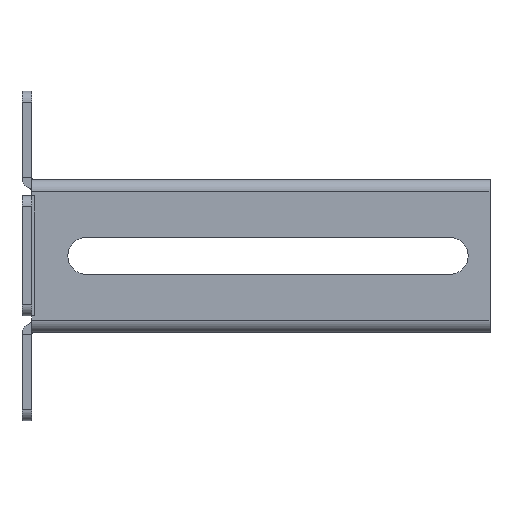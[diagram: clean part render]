
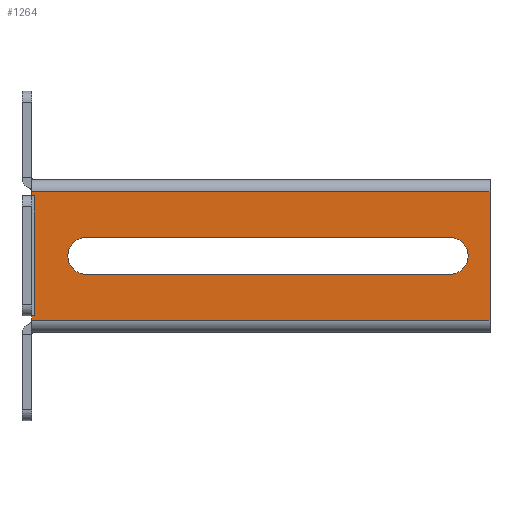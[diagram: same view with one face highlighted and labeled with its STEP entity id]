
A CAD part, top view. The second image highlights one B-rep face of the part: STEP entity #1264.
In plain terms, the highlighted planar face has unit normal (0, 0, 1).
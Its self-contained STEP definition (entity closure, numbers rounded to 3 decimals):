
#1264=ADVANCED_FACE('',(#2722,#2724),#2726,.T.);
#2722=FACE_BOUND('',#2723,.T.);
#2723=EDGE_LOOP('',(#3879,#3880,#3881,#3882,#3883,#3884,#3885,#3886));
#2724=FACE_BOUND('',#2725,.T.);
#2725=EDGE_LOOP('',(#3887,#3888,#3889,#3890));
#2726=PLANE('',#2727);
#2727=AXIS2_PLACEMENT_3D('',#2728,#2729,#2730);
#2728=CARTESIAN_POINT('',(0.,0.,4.5));
#2729=DIRECTION('',(0.,0.,1.));
#2730=DIRECTION('',(1.,0.,0.));
#3879=ORIENTED_EDGE('',*,*,#4515,.T.);
#3880=ORIENTED_EDGE('',*,*,#4516,.T.);
#3881=ORIENTED_EDGE('',*,*,#4517,.T.);
#3882=ORIENTED_EDGE('',*,*,#4518,.T.);
#3883=ORIENTED_EDGE('',*,*,#4497,.T.);
#3884=ORIENTED_EDGE('',*,*,#4519,.T.);
#3885=ORIENTED_EDGE('',*,*,#4520,.T.);
#3886=ORIENTED_EDGE('',*,*,#4521,.T.);
#3887=ORIENTED_EDGE('',*,*,#4522,.T.);
#3888=ORIENTED_EDGE('',*,*,#4523,.T.);
#3889=ORIENTED_EDGE('',*,*,#4524,.T.);
#3890=ORIENTED_EDGE('',*,*,#4525,.T.);
#4497=EDGE_CURVE('',#5241,#5239,#5242,.T.);
#4515=EDGE_CURVE('',#5269,#5270,#5271,.F.);
#4516=EDGE_CURVE('',#5270,#5272,#5273,.T.);
#4517=EDGE_CURVE('',#5272,#5274,#5275,.T.);
#4518=EDGE_CURVE('',#5274,#5241,#5276,.T.);
#4519=EDGE_CURVE('',#5239,#5277,#5278,.T.);
#4520=EDGE_CURVE('',#5277,#5279,#5280,.F.);
#4521=EDGE_CURVE('',#5279,#5269,#5281,.T.);
#4522=EDGE_CURVE('',#5282,#5283,#5284,.T.);
#4523=EDGE_CURVE('',#5283,#5285,#5286,.F.);
#4524=EDGE_CURVE('',#5285,#5287,#5288,.T.);
#4525=EDGE_CURVE('',#5287,#5282,#5289,.F.);
#5239=VERTEX_POINT('',#6903);
#5241=VERTEX_POINT('',#6908);
#5242=LINE('',#6909,#6910);
#5269=VERTEX_POINT('',#6979);
#5270=VERTEX_POINT('',#6980);
#5271=LINE('',#6981,#6982);
#5272=VERTEX_POINT('',#6984);
#5273=LINE('',#6985,#6986);
#5274=VERTEX_POINT('',#6988);
#5275=LINE('',#6989,#6990);
#5276=LINE('',#6992,#6993);
#5277=VERTEX_POINT('',#6995);
#5278=LINE('',#6996,#6997);
#5279=VERTEX_POINT('',#6999);
#5280=LINE('',#7000,#7001);
#5281=LINE('',#7003,#7004);
#5282=VERTEX_POINT('',#7006);
#5283=VERTEX_POINT('',#7007);
#5284=CIRCLE('',#7008,8.5);
#5285=VERTEX_POINT('',#7012);
#5286=LINE('',#7013,#7014);
#5287=VERTEX_POINT('',#7016);
#5288=CIRCLE('',#7017,8.5);
#5289=LINE('',#7021,#7022);
#6903=CARTESIAN_POINT('',(0.,64.5,4.5));
#6908=CARTESIAN_POINT('',(210.,64.5,4.5));
#6909=CARTESIAN_POINT('',(210.,64.5,4.5));
#6910=VECTOR('',#6911,1.);
#6911=DIRECTION('',(-1.,0.,0.));
#6979=CARTESIAN_POINT('',(1.,7.5,4.5));
#6980=CARTESIAN_POINT('',(0.,7.5,4.5));
#6981=CARTESIAN_POINT('',(0.,7.5,4.5));
#6982=VECTOR('',#6983,1.);
#6983=DIRECTION('',(1.,0.,0.));
#6984=CARTESIAN_POINT('',(0.,5.5,4.5));
#6985=CARTESIAN_POINT('',(0.,7.5,4.5));
#6986=VECTOR('',#6987,1.);
#6987=DIRECTION('',(0.,-1.,0.));
#6988=CARTESIAN_POINT('',(210.,5.5,4.5));
#6989=CARTESIAN_POINT('',(0.,5.5,4.5));
#6990=VECTOR('',#6991,1.);
#6991=DIRECTION('',(1.,0.,0.));
#6992=CARTESIAN_POINT('',(210.,5.5,4.5));
#6993=VECTOR('',#6994,1.);
#6994=DIRECTION('',(0.,1.,0.));
#6995=CARTESIAN_POINT('',(0.,62.5,4.5));
#6996=CARTESIAN_POINT('',(0.,64.5,4.5));
#6997=VECTOR('',#6998,1.);
#6998=DIRECTION('',(0.,-1.,0.));
#6999=CARTESIAN_POINT('',(1.,62.5,4.5));
#7000=CARTESIAN_POINT('',(1.,62.5,4.5));
#7001=VECTOR('',#7002,1.);
#7002=DIRECTION('',(-1.,0.,0.));
#7003=CARTESIAN_POINT('',(1.,62.5,4.5));
#7004=VECTOR('',#7005,1.);
#7005=DIRECTION('',(0.,-1.,0.));
#7006=CARTESIAN_POINT('',(25.,26.5,4.5));
#7007=CARTESIAN_POINT('',(25.,43.5,4.5));
#7008=AXIS2_PLACEMENT_3D('',#7009,#7010,#7011);
#7009=CARTESIAN_POINT('',(25.,35.,4.5));
#7010=DIRECTION('',(0.,0.,-1.));
#7011=DIRECTION('',(0.,-1.,0.));
#7012=CARTESIAN_POINT('',(191.5,43.5,4.5));
#7013=CARTESIAN_POINT('',(191.5,43.5,4.5));
#7014=VECTOR('',#7015,1.);
#7015=DIRECTION('',(-1.,0.,0.));
#7016=CARTESIAN_POINT('',(191.5,26.5,4.5));
#7017=AXIS2_PLACEMENT_3D('',#7018,#7019,#7020);
#7018=CARTESIAN_POINT('',(191.5,35.,4.5));
#7019=DIRECTION('',(0.,0.,-1.));
#7020=DIRECTION('',(0.,1.,0.));
#7021=CARTESIAN_POINT('',(25.,26.5,4.5));
#7022=VECTOR('',#7023,1.);
#7023=DIRECTION('',(1.,0.,0.));
